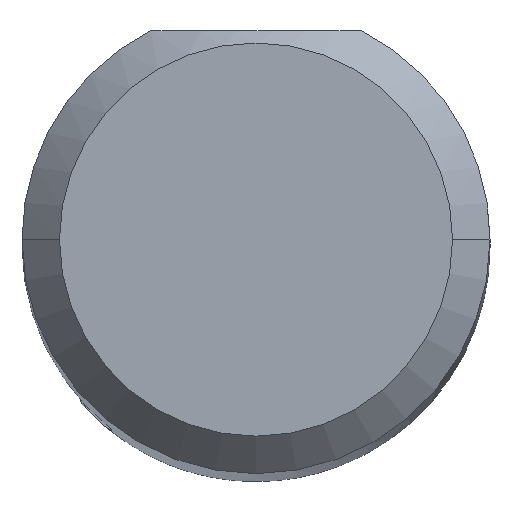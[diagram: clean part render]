
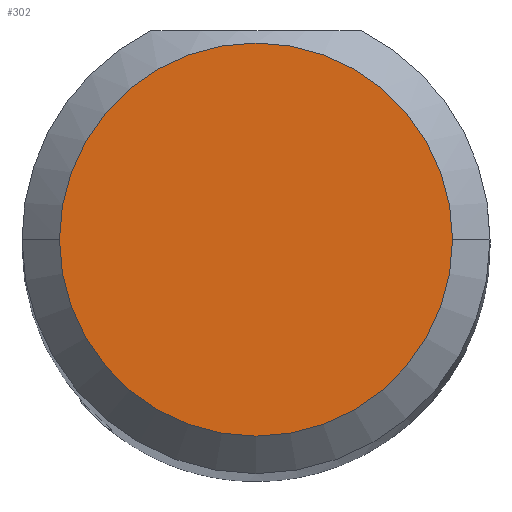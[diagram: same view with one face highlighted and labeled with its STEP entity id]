
A CAD part, top view. The second image highlights one B-rep face of the part: STEP entity #302.
In plain terms, the highlighted planar face has unit normal (0, 0, 1).
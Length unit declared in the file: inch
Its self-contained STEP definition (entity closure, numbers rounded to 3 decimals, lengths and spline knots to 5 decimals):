
#21 = DIRECTION ( 'NONE',  ( 0., 0., 1. ) ) ;
#24 = CARTESIAN_POINT ( 'NONE',  ( 0., 0., 2. ) ) ;
#68 = CIRCLE ( 'NONE', #190, 0.07875 ) ;
#117 = CARTESIAN_POINT ( 'NONE',  ( 0., 0., 2. ) ) ;
#148 = DIRECTION ( 'NONE',  ( 1., 0., 0. ) ) ;
#186 = EDGE_LOOP ( 'NONE', ( #280, #260 ) ) ;
#190 = AXIS2_PLACEMENT_3D ( 'NONE', #24, #21, #148 ) ;
#215 = PLANE ( 'NONE',  #217 ) ;
#217 = AXIS2_PLACEMENT_3D ( 'NONE', #624, #515, #390 ) ;
#221 = CARTESIAN_POINT ( 'NONE',  ( 0.07875, 0., 2. ) ) ;
#260 = ORIENTED_EDGE ( 'NONE', *, *, #568, .T. ) ;
#280 = ORIENTED_EDGE ( 'NONE', *, *, #509, .T. ) ;
#302 = ADVANCED_FACE ( 'NONE', ( #724 ), #215, .T. ) ;
#327 = VERTEX_POINT ( 'NONE', #728 ) ;
#350 = DIRECTION ( 'NONE',  ( 0., 0., 1. ) ) ;
#390 = DIRECTION ( 'NONE',  ( 1., 0., 0. ) ) ;
#476 = DIRECTION ( 'NONE',  ( 1., 0., 0. ) ) ;
#509 = EDGE_CURVE ( 'NONE', #327, #706, #718, .T. ) ;
#515 = DIRECTION ( 'NONE',  ( 0., 0., 1. ) ) ;
#568 = EDGE_CURVE ( 'NONE', #706, #327, #68, .T. ) ;
#624 = CARTESIAN_POINT ( 'NONE',  ( 0., 0., 2. ) ) ;
#706 = VERTEX_POINT ( 'NONE', #221 ) ;
#718 = CIRCLE ( 'NONE', #739, 0.07875 ) ;
#724 = FACE_OUTER_BOUND ( 'NONE', #186, .T. ) ;
#728 = CARTESIAN_POINT ( 'NONE',  ( -0.07875, 0., 2. ) ) ;
#739 = AXIS2_PLACEMENT_3D ( 'NONE', #117, #350, #476 ) ;
